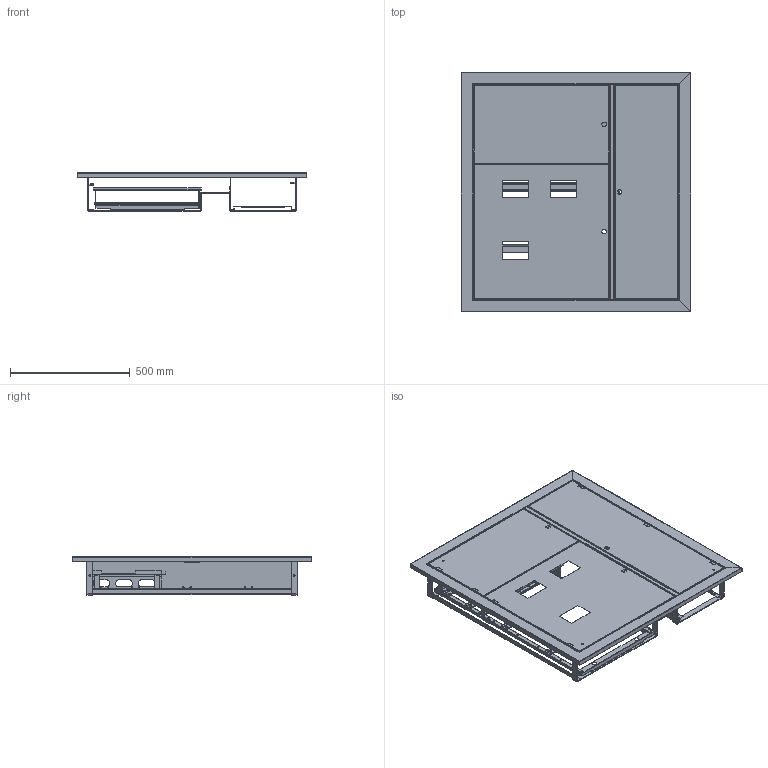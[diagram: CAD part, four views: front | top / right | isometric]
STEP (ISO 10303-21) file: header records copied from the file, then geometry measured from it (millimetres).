
FILE_DESCRIPTION(('STEP AP203'), '1');
FILE_NAME('MKM42-06-L', '', ('UNSPECIFIED'), ('UNSPECIFIED'), 'C3D Converter', 'C3D Toolkit', '');
FILE_SCHEMA(('CONFIG_CONTROL_DESIGN'));
Length unit declared in the file: millimetre
Products named in the file (33): MKM42-X-L-04; ЩЭЭ 001.01.00; ЩЭЭ 001.01.01; ЩЭЭ 001.01.02-01; ЩЭЭ 001.01.02; ЩЭЭ 001.04.00; ЩЭЭ 001.04.01; ЩЭЭ 001.04.02; ЩЭЭ 001.05.00; ЩЭЭ 001.05.01; ЩЭЭ 001.05.00-01; PT DIN EN ISO 13918; ЩЭЭ 001.01.04; КИВА 049.01.04; ЩЭЭ 001.01.03; ЩЭЭ 001.00.01; ЩЭЭ 001.00.02; ЩЭЭ 001.00.08; ЩЭЭ 001.00.09; ЩЭЭ 001.00.09-01; ЩЭЭ 001.06.00; ЩЭЭ 001.06.01; КИВА 049.00.10; КИВА 049.00.10-01; КИВА 049.00.05; КИВА 049.00.04; КИВА 049.00.03; КИВА 049.00.01-02
Assembly tree (58 placements, depth 4):
  MKM42-X-L-04
    ЩЭЭ 001.01.00
      ЩЭЭ 001.01.01  x2
      ЩЭЭ 001.01.02-01
      ЩЭЭ 001.01.02
      ЩЭЭ 001.04.00
        ЩЭЭ 001.04.01
        ЩЭЭ 001.04.02
      ЩЭЭ 001.05.00
        ЩЭЭ 001.05.01
      ЩЭЭ 001.05.00-01
        ЩЭЭ 001.05.01
        PT DIN EN ISO 13918  x2
      ЩЭЭ 001.01.04
      КИВА 049.01.04
      ЩЭЭ 001.01.03  x2
      (unnamed)  x2
    ЩЭЭ 001.00.01
    ЩЭЭ 001.00.02
    ЩЭЭ 001.00.08  x2
    ЩЭЭ 001.00.09
    ЩЭЭ 001.00.09-01
    ЩЭЭ 001.06.00
      ЩЭЭ 001.06.01
      PT DIN EN ISO 13918
    КИВА 049.00.10  x2
    КИВА 049.00.10-01  x2
    КИВА 049.00.05
    КИВА 049.00.04  x4
    КИВА 049.00.03  x2
    КИВА 049.00.01-02
    (unnamed)
    (unnamed)  x8
    (unnamed)  x3
    (unnamed)  x5
Bounding box: 960 x 1000 x 159 mm (x, y, z)
Volume: 2216453.5 mm3; surface area: 3939673.8 mm2
Topology: 22 solids, 22 shells, 2131 faces, 5248 edges, 3125 vertices
Faces by surface type: plane 1516, cylinder 554, bspline 58, cone 3
Full cylindrical faces by diameter (mm): 3 x12, 4 x28, 6 x12, 6.5 x28, 7 x4, 7.5 x5, 8 x1
Entity records: 68287 total; most frequent: CARTESIAN_POINT 12730, DIRECTION 8784, ORIENTED_EDGE 8770, EDGE_CURVE 4385, LINE 3338, VECTOR 3338, AXIS2_PLACEMENT_3D 2723, VERTEX_POINT 2673
